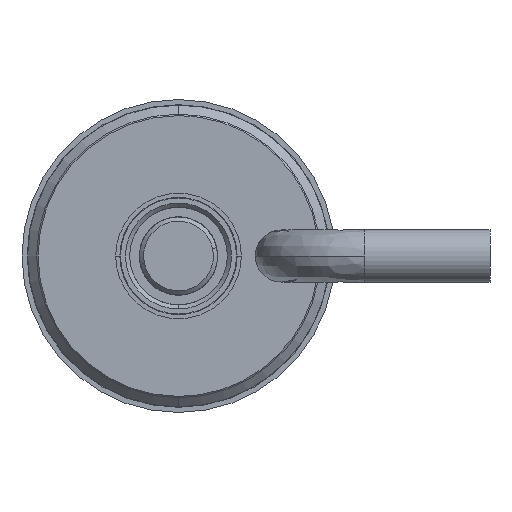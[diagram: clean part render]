
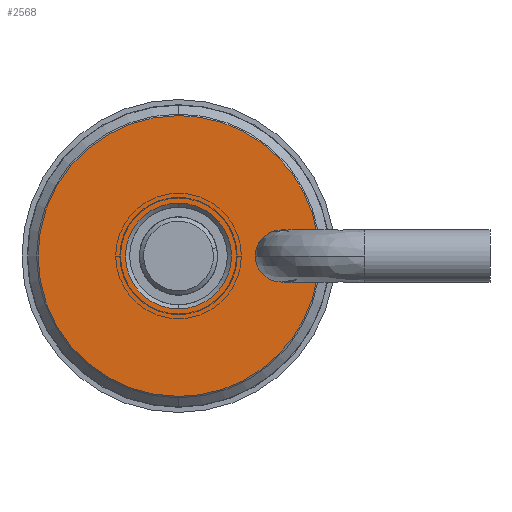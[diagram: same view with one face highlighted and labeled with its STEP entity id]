
A CAD part, left-side view. The second image highlights one B-rep face of the part: STEP entity #2568.
In plain terms, the highlighted planar face has unit normal (-1, 0, 0).
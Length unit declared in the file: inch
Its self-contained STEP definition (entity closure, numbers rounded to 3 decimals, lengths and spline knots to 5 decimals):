
#44 = DIRECTION ( 'NONE',  ( 0., 1., 0. ) ) ;
#231 = CARTESIAN_POINT ( 'NONE',  ( 0., 0., 0. ) ) ;
#232 = VERTEX_POINT ( 'NONE', #3593 ) ;
#247 = EDGE_CURVE ( 'NONE', #3105, #232, #2828, .T. ) ;
#285 = CARTESIAN_POINT ( 'NONE',  ( 0., 0.2365, 0. ) ) ;
#375 = DIRECTION ( 'NONE',  ( 0., 0., -1. ) ) ;
#450 = AXIS2_PLACEMENT_3D ( 'NONE', #1146, #2225, #2524 ) ;
#459 = FACE_OUTER_BOUND ( 'NONE', #3225, .T. ) ;
#649 = DIRECTION ( 'NONE',  ( 1., 0., 0. ) ) ;
#661 = DIRECTION ( 'NONE',  ( 1., 0., 0. ) ) ;
#725 = EDGE_CURVE ( 'NONE', #2872, #1741, #1147, .T. ) ;
#740 = AXIS2_PLACEMENT_3D ( 'NONE', #3642, #1674, #2508 ) ;
#793 = VERTEX_POINT ( 'NONE', #3261 ) ;
#934 = CIRCLE ( 'NONE', #1595, 0.127 ) ;
#944 = EDGE_CURVE ( 'NONE', #232, #1741, #3228, .T. ) ;
#957 = ORIENTED_EDGE ( 'NONE', *, *, #1801, .F. ) ;
#1026 = PLANE ( 'NONE',  #450 ) ;
#1084 = DIRECTION ( 'NONE',  ( 0., -1., 0. ) ) ;
#1146 = CARTESIAN_POINT ( 'NONE',  ( 0., 0., 0. ) ) ;
#1147 = LINE ( 'NONE', #1464, #2641 ) ;
#1190 = CARTESIAN_POINT ( 'NONE',  ( 0., 0., 0. ) ) ;
#1199 = ORIENTED_EDGE ( 'NONE', *, *, #1408, .T. ) ;
#1270 = AXIS2_PLACEMENT_3D ( 'NONE', #2425, #649, #375 ) ;
#1271 = CARTESIAN_POINT ( 'NONE',  ( 0., 0.33238, 0.0525 ) ) ;
#1362 = DIRECTION ( 'NONE',  ( 1., 0., 0. ) ) ;
#1383 = LINE ( 'NONE', #1977, #3548 ) ;
#1386 = ORIENTED_EDGE ( 'NONE', *, *, #3537, .F. ) ;
#1401 = AXIS2_PLACEMENT_3D ( 'NONE', #285, #1362, #3144 ) ;
#1408 = EDGE_CURVE ( 'NONE', #793, #2872, #1708, .T. ) ;
#1464 = CARTESIAN_POINT ( 'NONE',  ( 0., 0.2365, -0.0525 ) ) ;
#1570 = FACE_BOUND ( 'NONE', #3470, .T. ) ;
#1580 = CARTESIAN_POINT ( 'NONE',  ( 0., 0., 0. ) ) ;
#1595 = AXIS2_PLACEMENT_3D ( 'NONE', #231, #1973, #1604 ) ;
#1604 = DIRECTION ( 'NONE',  ( 0., 0., 1. ) ) ;
#1606 = EDGE_CURVE ( 'NONE', #1981, #1776, #1892, .T. ) ;
#1637 = AXIS2_PLACEMENT_3D ( 'NONE', #1580, #661, #2712 ) ;
#1665 = CARTESIAN_POINT ( 'NONE',  ( 0., 0., 0.3365 ) ) ;
#1674 = DIRECTION ( 'NONE',  ( 1., 0., 0. ) ) ;
#1708 = CIRCLE ( 'NONE', #1401, 0.0525 ) ;
#1741 = VERTEX_POINT ( 'NONE', #3027 ) ;
#1776 = VERTEX_POINT ( 'NONE', #3329 ) ;
#1801 = EDGE_CURVE ( 'NONE', #2477, #3105, #3499, .T. ) ;
#1892 = CIRCLE ( 'NONE', #2549, 0.127 ) ;
#1973 = DIRECTION ( 'NONE',  ( -1., 0., 0. ) ) ;
#1977 = CARTESIAN_POINT ( 'NONE',  ( 0., 0.2365, 0.0525 ) ) ;
#1981 = VERTEX_POINT ( 'NONE', #2618 ) ;
#2033 = CARTESIAN_POINT ( 'NONE',  ( 0., 0.2365, -0.0525 ) ) ;
#2095 = DIRECTION ( 'NONE',  ( 0., 0., 1. ) ) ;
#2225 = DIRECTION ( 'NONE',  ( 1., 0., 0. ) ) ;
#2364 = ORIENTED_EDGE ( 'NONE', *, *, #725, .T. ) ;
#2380 = DIRECTION ( 'NONE',  ( -1., 0., 0. ) ) ;
#2425 = CARTESIAN_POINT ( 'NONE',  ( 0., 0., 0. ) ) ;
#2477 = VERTEX_POINT ( 'NONE', #1271 ) ;
#2508 = DIRECTION ( 'NONE',  ( 0., 0., -1. ) ) ;
#2524 = DIRECTION ( 'NONE',  ( 0., 0., -1. ) ) ;
#2549 = AXIS2_PLACEMENT_3D ( 'NONE', #1190, #2380, #2095 ) ;
#2568 = ADVANCED_FACE ( 'NONE', ( #459, #1570 ), #1026, .F. ) ;
#2618 = CARTESIAN_POINT ( 'NONE',  ( 0., 0., -0.127 ) ) ;
#2641 = VECTOR ( 'NONE', #44, 39.37008 ) ;
#2712 = DIRECTION ( 'NONE',  ( 0., 0., -1. ) ) ;
#2775 = ORIENTED_EDGE ( 'NONE', *, *, #247, .F. ) ;
#2781 = ORIENTED_EDGE ( 'NONE', *, *, #3174, .T. ) ;
#2828 = CIRCLE ( 'NONE', #1270, 0.3365 ) ;
#2872 = VERTEX_POINT ( 'NONE', #2033 ) ;
#3027 = CARTESIAN_POINT ( 'NONE',  ( 0., 0.33238, -0.0525 ) ) ;
#3105 = VERTEX_POINT ( 'NONE', #1665 ) ;
#3144 = DIRECTION ( 'NONE',  ( 0., 0., -1. ) ) ;
#3174 = EDGE_CURVE ( 'NONE', #2477, #793, #1383, .T. ) ;
#3225 = EDGE_LOOP ( 'NONE', ( #957, #2781, #1199, #2364, #3320, #2775 ) ) ;
#3228 = CIRCLE ( 'NONE', #1637, 0.3365 ) ;
#3261 = CARTESIAN_POINT ( 'NONE',  ( 0., 0.2365, 0.0525 ) ) ;
#3320 = ORIENTED_EDGE ( 'NONE', *, *, #944, .F. ) ;
#3329 = CARTESIAN_POINT ( 'NONE',  ( 0., 0., 0.127 ) ) ;
#3416 = ORIENTED_EDGE ( 'NONE', *, *, #1606, .F. ) ;
#3470 = EDGE_LOOP ( 'NONE', ( #1386, #3416 ) ) ;
#3499 = CIRCLE ( 'NONE', #740, 0.3365 ) ;
#3537 = EDGE_CURVE ( 'NONE', #1776, #1981, #934, .T. ) ;
#3548 = VECTOR ( 'NONE', #1084, 39.37008 ) ;
#3593 = CARTESIAN_POINT ( 'NONE',  ( 0., 0., -0.3365 ) ) ;
#3642 = CARTESIAN_POINT ( 'NONE',  ( 0., 0., 0. ) ) ;
